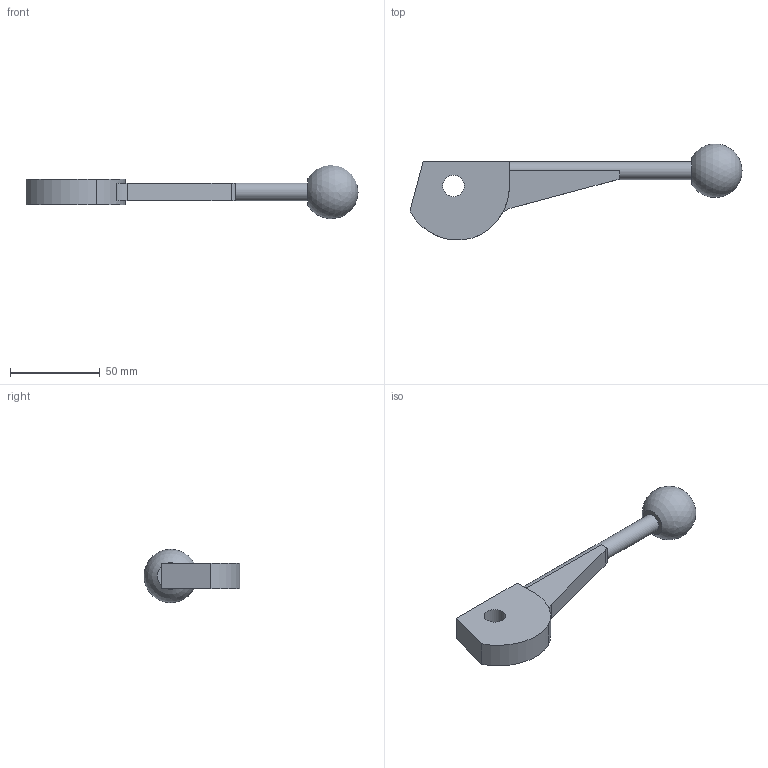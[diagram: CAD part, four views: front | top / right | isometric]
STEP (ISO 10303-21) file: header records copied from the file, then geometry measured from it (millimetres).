
FILE_DESCRIPTION( ( 'STEP AP214' ), '1' );
FILE_NAME( 'K0008.12.stp', '2020-11-24T14:33:50', ( '' ), ( '' ), ' ', 'PARTsolutions', ' ' );
FILE_SCHEMA( ( 'AUTOMOTIVE_DESIGN { 1 0 10303 214 1 1 1 1 }' ) );
Length unit declared in the file: millimetre
Products named in the file (1): _K0008.12
Bounding box: 185.27 x 53.53 x 29.86 mm (x, y, z)
Volume: 54266.5 mm3; surface area: 13701.6 mm2
Topology: 1 solids, 1 shells, 20 faces, 52 edges, 34 vertices
Faces by surface type: plane 13, cylinder 6, sphere 1
Full cylindrical faces by diameter (mm): 10 x1, 12 x1
Entity records: 769 total; most frequent: DIRECTION 107, CARTESIAN_POINT 101, ORIENTED_EDGE 94, EDGE_CURVE 47, AXIS2_PLACEMENT_3D 39, VERTEX_POINT 33, LINE 29, VECTOR 29
